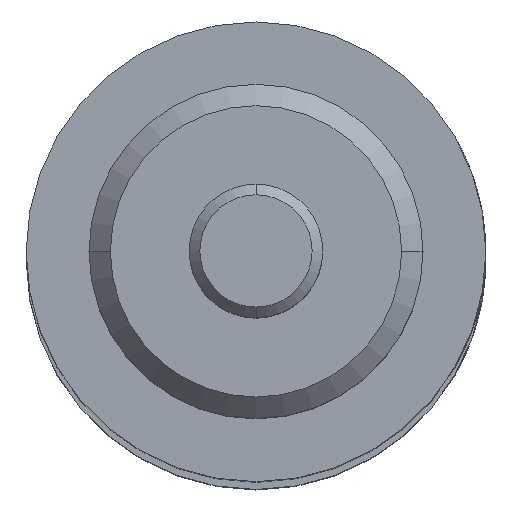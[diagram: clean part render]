
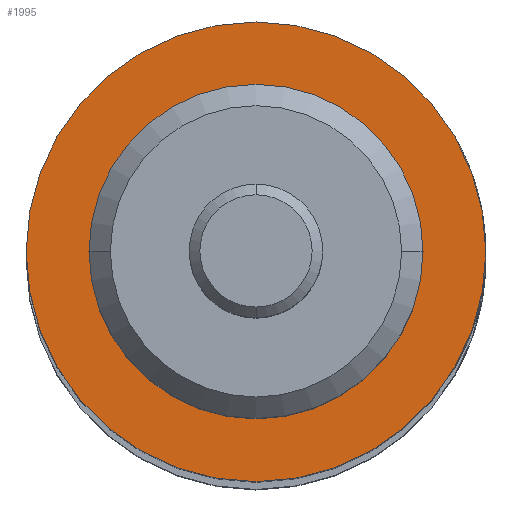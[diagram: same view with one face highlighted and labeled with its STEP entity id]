
A CAD part, top view. The second image highlights one B-rep face of the part: STEP entity #1995.
In plain terms, the highlighted face is planar.
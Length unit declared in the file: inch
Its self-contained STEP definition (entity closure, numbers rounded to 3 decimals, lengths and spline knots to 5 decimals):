
#37 = ORIENTED_EDGE ( 'NONE', *, *, #1371, .F. ) ;
#177 = CARTESIAN_POINT ( 'NONE',  ( 0.5, 0., 0. ) ) ;
#245 = VERTEX_POINT ( 'NONE', #452 ) ;
#371 = DIRECTION ( 'NONE',  ( -1., 0., 0. ) ) ;
#389 = ORIENTED_EDGE ( 'NONE', *, *, #2038, .T. ) ;
#414 = DIRECTION ( 'NONE',  ( 0., 0., 1. ) ) ;
#452 = CARTESIAN_POINT ( 'NONE',  ( 0.5, 0., -0.3125 ) ) ;
#486 = DIRECTION ( 'NONE',  ( 1., 0., 0. ) ) ;
#534 = EDGE_LOOP ( 'NONE', ( #389, #705 ) ) ;
#616 = DIRECTION ( 'NONE',  ( -1., 0., 0. ) ) ;
#705 = ORIENTED_EDGE ( 'NONE', *, *, #2468, .T. ) ;
#744 = CARTESIAN_POINT ( 'NONE',  ( 0.5, 0., 0. ) ) ;
#790 = AXIS2_PLACEMENT_3D ( 'NONE', #2035, #616, #2273 ) ;
#954 = CIRCLE ( 'NONE', #790, 0.3125 ) ;
#981 = EDGE_CURVE ( 'NONE', #245, #2836, #1144, .T. ) ;
#985 = DIRECTION ( 'NONE',  ( 0., 0., 1. ) ) ;
#1022 = FACE_BOUND ( 'NONE', #2648, .T. ) ;
#1144 = CIRCLE ( 'NONE', #1390, 0.3125 ) ;
#1158 = AXIS2_PLACEMENT_3D ( 'NONE', #1204, #486, #2151 ) ;
#1204 = CARTESIAN_POINT ( 'NONE',  ( 0.5, 0.43, 0. ) ) ;
#1371 = EDGE_CURVE ( 'NONE', #2836, #245, #954, .T. ) ;
#1390 = AXIS2_PLACEMENT_3D ( 'NONE', #1789, #371, #2020 ) ;
#1659 = CIRCLE ( 'NONE', #1790, 0.43 ) ;
#1789 = CARTESIAN_POINT ( 'NONE',  ( 0.5, 0., 0. ) ) ;
#1790 = AXIS2_PLACEMENT_3D ( 'NONE', #744, #2401, #985 ) ;
#1830 = DIRECTION ( 'NONE',  ( -1., 0., 0. ) ) ;
#1865 = CARTESIAN_POINT ( 'NONE',  ( 0.5, 0., 0.3125 ) ) ;
#1905 = PLANE ( 'NONE',  #1158 ) ;
#1995 = ADVANCED_FACE ( 'NONE', ( #1022, #2916 ), #1905, .F. ) ;
#2006 = CARTESIAN_POINT ( 'NONE',  ( 0.5, 0., -0.43 ) ) ;
#2020 = DIRECTION ( 'NONE',  ( 0., 0., 1. ) ) ;
#2035 = CARTESIAN_POINT ( 'NONE',  ( 0.5, 0., 0. ) ) ;
#2038 = EDGE_CURVE ( 'NONE', #2904, #2278, #1659, .T. ) ;
#2151 = DIRECTION ( 'NONE',  ( 0., 0., -1. ) ) ;
#2273 = DIRECTION ( 'NONE',  ( 0., 0., 1. ) ) ;
#2278 = VERTEX_POINT ( 'NONE', #2006 ) ;
#2285 = CIRCLE ( 'NONE', #2672, 0.43 ) ;
#2352 = CARTESIAN_POINT ( 'NONE',  ( 0.5, 0., 0.43 ) ) ;
#2401 = DIRECTION ( 'NONE',  ( -1., 0., 0. ) ) ;
#2468 = EDGE_CURVE ( 'NONE', #2278, #2904, #2285, .T. ) ;
#2543 = ORIENTED_EDGE ( 'NONE', *, *, #981, .F. ) ;
#2648 = EDGE_LOOP ( 'NONE', ( #37, #2543 ) ) ;
#2672 = AXIS2_PLACEMENT_3D ( 'NONE', #177, #1830, #414 ) ;
#2836 = VERTEX_POINT ( 'NONE', #1865 ) ;
#2904 = VERTEX_POINT ( 'NONE', #2352 ) ;
#2916 = FACE_OUTER_BOUND ( 'NONE', #534, .T. ) ;
